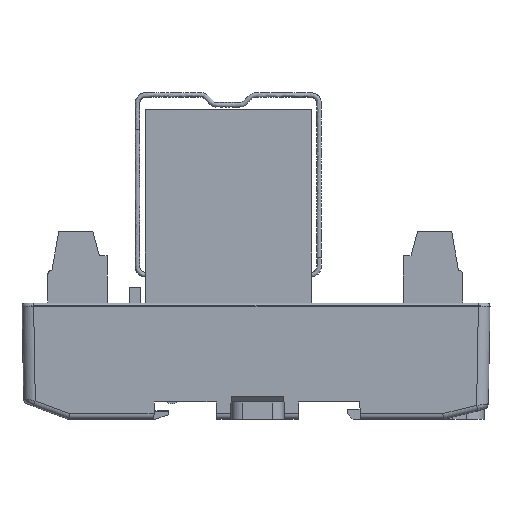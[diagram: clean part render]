
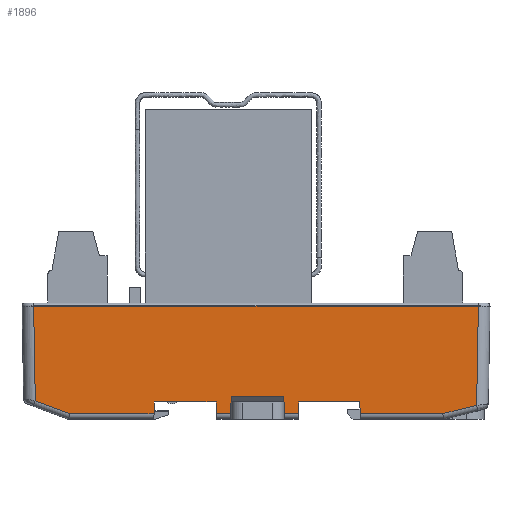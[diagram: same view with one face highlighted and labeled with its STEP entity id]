
A CAD part, left-side view. The second image highlights one B-rep face of the part: STEP entity #1896.
In plain terms, the highlighted planar face has unit normal (-1, 0, -0.018).
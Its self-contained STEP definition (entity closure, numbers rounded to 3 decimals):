
#1177=FACE_OUTER_BOUND('',#6482,.T.);
#1896=ADVANCED_FACE('',(#1177),#2618,.T.);
#2618=PLANE('',#14239);
#3464=LINE('',#18866,#4906);
#3465=LINE('',#18868,#4907);
#3527=LINE('',#18991,#4969);
#3560=LINE('',#19157,#5002);
#3561=LINE('',#19160,#5003);
#3562=LINE('',#19162,#5004);
#3563=LINE('',#19163,#5005);
#3564=LINE('',#19165,#5006);
#3565=LINE('',#19167,#5007);
#3566=LINE('',#19169,#5008);
#3567=LINE('',#19171,#5009);
#3568=LINE('',#19173,#5010);
#3569=LINE('',#19175,#5011);
#3570=LINE('',#19177,#5012);
#3571=LINE('',#19178,#5013);
#3572=LINE('',#19180,#5014);
#3573=LINE('',#19182,#5015);
#3574=LINE('',#19184,#5016);
#4906=VECTOR('',#15250,1.);
#4907=VECTOR('',#15253,1.);
#4969=VECTOR('',#15331,1.);
#5002=VECTOR('',#15372,1.);
#5003=VECTOR('',#15373,1.);
#5004=VECTOR('',#15374,1.);
#5005=VECTOR('',#15375,1.);
#5006=VECTOR('',#15376,1.);
#5007=VECTOR('',#15377,1.);
#5008=VECTOR('',#15378,1.);
#5009=VECTOR('',#15379,1.);
#5010=VECTOR('',#15380,1.);
#5011=VECTOR('',#15381,1.);
#5012=VECTOR('',#15382,1.);
#5013=VECTOR('',#15383,1.);
#5014=VECTOR('',#15384,1.);
#5015=VECTOR('',#15385,1.);
#5016=VECTOR('',#15386,1.);
#6482=EDGE_LOOP('',(#7563,#7564,#7565,#7566,#7567,#7568,#7569,#7570,#7571,
#7572,#7573,#7574,#7575,#7576,#7577,#7578,#7579,#7580));
#7563=ORIENTED_EDGE('',*,*,#12460,.T.);
#7564=ORIENTED_EDGE('',*,*,#12461,.T.);
#7565=ORIENTED_EDGE('',*,*,#12462,.T.);
#7566=ORIENTED_EDGE('',*,*,#12361,.F.);
#7567=ORIENTED_EDGE('',*,*,#12360,.F.);
#7568=ORIENTED_EDGE('',*,*,#12463,.T.);
#7569=ORIENTED_EDGE('',*,*,#12464,.T.);
#7570=ORIENTED_EDGE('',*,*,#12465,.T.);
#7571=ORIENTED_EDGE('',*,*,#12466,.F.);
#7572=ORIENTED_EDGE('',*,*,#12467,.T.);
#7573=ORIENTED_EDGE('',*,*,#12468,.T.);
#7574=ORIENTED_EDGE('',*,*,#12469,.T.);
#7575=ORIENTED_EDGE('',*,*,#12470,.F.);
#7576=ORIENTED_EDGE('',*,*,#12423,.F.);
#7577=ORIENTED_EDGE('',*,*,#12471,.F.);
#7578=ORIENTED_EDGE('',*,*,#12472,.T.);
#7579=ORIENTED_EDGE('',*,*,#12473,.T.);
#7580=ORIENTED_EDGE('',*,*,#12474,.T.);
#11119=VERTEX_POINT('',#18862);
#11120=VERTEX_POINT('',#18865);
#11121=VERTEX_POINT('',#18869);
#11173=VERTEX_POINT('',#18990);
#11174=VERTEX_POINT('',#18992);
#11207=VERTEX_POINT('',#19158);
#11208=VERTEX_POINT('',#19159);
#11209=VERTEX_POINT('',#19161);
#11210=VERTEX_POINT('',#19164);
#11211=VERTEX_POINT('',#19166);
#11212=VERTEX_POINT('',#19168);
#11213=VERTEX_POINT('',#19170);
#11214=VERTEX_POINT('',#19172);
#11215=VERTEX_POINT('',#19174);
#11216=VERTEX_POINT('',#19176);
#11217=VERTEX_POINT('',#19179);
#11218=VERTEX_POINT('',#19181);
#11219=VERTEX_POINT('',#19183);
#12360=EDGE_CURVE('',#11120,#11119,#3464,.T.);
#12361=EDGE_CURVE('',#11119,#11121,#3465,.T.);
#12423=EDGE_CURVE('',#11173,#11174,#3527,.T.);
#12460=EDGE_CURVE('',#11207,#11208,#3560,.T.);
#12461=EDGE_CURVE('',#11208,#11209,#3561,.T.);
#12462=EDGE_CURVE('',#11209,#11121,#3562,.T.);
#12463=EDGE_CURVE('',#11120,#11210,#3563,.T.);
#12464=EDGE_CURVE('',#11210,#11211,#3564,.T.);
#12465=EDGE_CURVE('',#11211,#11212,#3565,.T.);
#12466=EDGE_CURVE('',#11213,#11212,#3566,.T.);
#12467=EDGE_CURVE('',#11213,#11214,#3567,.T.);
#12468=EDGE_CURVE('',#11214,#11215,#3568,.T.);
#12469=EDGE_CURVE('',#11215,#11216,#3569,.T.);
#12470=EDGE_CURVE('',#11174,#11216,#3570,.T.);
#12471=EDGE_CURVE('',#11217,#11173,#3571,.T.);
#12472=EDGE_CURVE('',#11217,#11218,#3572,.T.);
#12473=EDGE_CURVE('',#11218,#11219,#3573,.T.);
#12474=EDGE_CURVE('',#11219,#11207,#3574,.T.);
#14239=AXIS2_PLACEMENT_3D('',#19185,#15387,#15388);
#15250=DIRECTION('',(-0.017,0.017,1.));
#15253=DIRECTION('',(0.,1.,0.));
#15331=DIRECTION('',(0.,1.,0.));
#15372=DIRECTION('',(0.017,-0.035,-0.999));
#15373=DIRECTION('',(0.,-1.,0.));
#15374=DIRECTION('',(-0.017,-0.035,0.999));
#15375=DIRECTION('',(0.,-1.,0.));
#15376=DIRECTION('',(-0.004,-0.97,0.243));
#15377=DIRECTION('',(-0.017,-0.017,1.));
#15378=DIRECTION('',(0.,-1.,0.));
#15379=DIRECTION('',(0.017,-0.017,-1.));
#15380=DIRECTION('',(0.006,-0.936,-0.351));
#15381=DIRECTION('',(0.,-1.,0.));
#15382=DIRECTION('',(0.017,0.017,-1.));
#15383=DIRECTION('',(-0.017,0.035,0.999));
#15384=DIRECTION('',(0.,-1.,0.));
#15385=DIRECTION('',(-0.017,-0.035,0.999));
#15386=DIRECTION('',(0.,-1.,0.));
#15387=DIRECTION('',(-1.,0.,-0.017));
#15388=DIRECTION('',(0.017,0.,-1.));
#18862=CARTESIAN_POINT('',(-17.065,20.673,-17.));
#18865=CARTESIAN_POINT('',(-17.03,20.638,-19.017));
#18866=CARTESIAN_POINT('',(-17.055,20.662,-17.628));
#18868=CARTESIAN_POINT('',(-17.065,38.522,-17.));
#18869=CARTESIAN_POINT('',(-17.065,31.159,-17.));
#18990=CARTESIAN_POINT('',(-17.065,45.368,-17.));
#18991=CARTESIAN_POINT('',(-17.065,38.522,-17.));
#18992=CARTESIAN_POINT('',(-17.065,56.004,-17.));
#19157=CARTESIAN_POINT('',(-17.365,34.312,0.15));
#19158=CARTESIAN_POINT('',(-17.083,33.748,-16.));
#19159=CARTESIAN_POINT('',(-17.03,33.643,-19.017));
#19160=CARTESIAN_POINT('',(-17.03,38.522,-19.017));
#19161=CARTESIAN_POINT('',(-17.03,31.229,-19.017));
#19162=CARTESIAN_POINT('',(-17.01,31.27,-20.175));
#19163=CARTESIAN_POINT('',(-17.03,38.522,-19.017));
#19164=CARTESIAN_POINT('',(-17.03,6.436,-19.017));
#19165=CARTESIAN_POINT('',(-16.918,32.157,-25.448));
#19166=CARTESIAN_POINT('',(-17.056,0.619,-17.563));
#19167=CARTESIAN_POINT('',(-17.363,0.312,0.035));
#19168=CARTESIAN_POINT('',(-17.353,0.321,-0.512));
#19169=CARTESIAN_POINT('',(-17.353,38.522,-0.512));
#19170=CARTESIAN_POINT('',(-17.353,76.722,-0.512));
#19171=CARTESIAN_POINT('',(-17.351,76.72,-0.664));
#19172=CARTESIAN_POINT('',(-17.069,76.438,-16.809));
#19173=CARTESIAN_POINT('',(-16.887,48.726,-27.201));
#19174=CARTESIAN_POINT('',(-17.03,70.55,-19.017));
#19175=CARTESIAN_POINT('',(-17.03,38.522,-19.017));
#19176=CARTESIAN_POINT('',(-17.03,56.04,-19.017));
#19177=CARTESIAN_POINT('',(-17.367,55.702,0.302));
#19178=CARTESIAN_POINT('',(-17.358,45.953,-0.257));
#19179=CARTESIAN_POINT('',(-17.03,45.298,-19.017));
#19180=CARTESIAN_POINT('',(-17.03,38.522,-19.017));
#19181=CARTESIAN_POINT('',(-17.03,42.884,-19.017));
#19182=CARTESIAN_POINT('',(-17.365,42.215,0.132));
#19183=CARTESIAN_POINT('',(-17.083,42.779,-16.));
#19184=CARTESIAN_POINT('',(-17.083,33.714,-16.));
#19185=CARTESIAN_POINT('',(-17.362,38.522,0.003));
